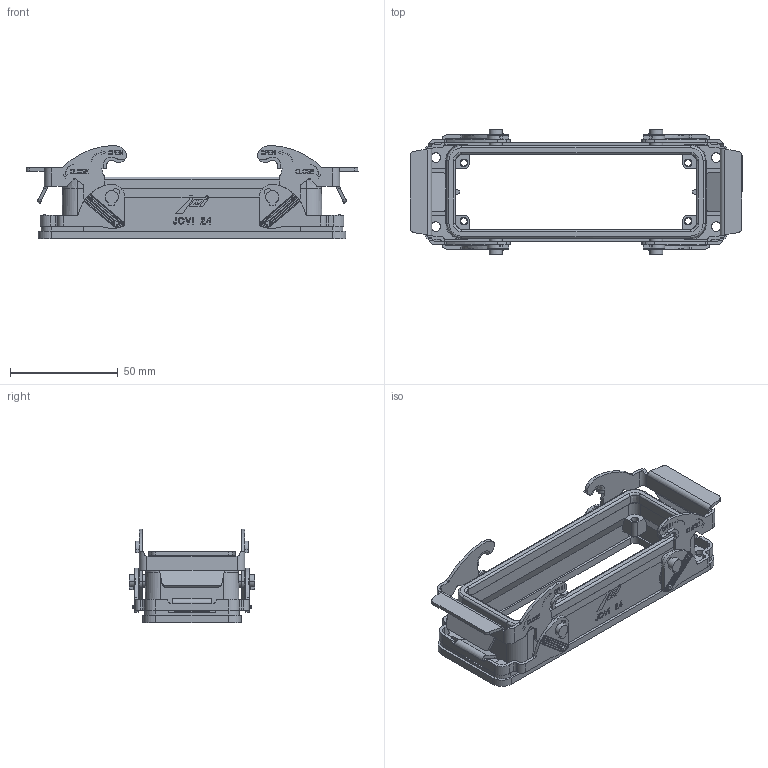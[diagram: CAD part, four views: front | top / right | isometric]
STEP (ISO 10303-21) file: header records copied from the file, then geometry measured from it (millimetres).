
FILE_DESCRIPTION(('Creo Elements/Direct Modeling STEP Export'),'2;1');
FILE_NAME('0ln7uvk5cnkrm6s5212','2021-09-15T 9:46:49',(''),(''),'Creo Elements/Direct Modeling STEP processor for AP214 (Solid Model)','Creo Elements/Direct Modeling 20.1B 02-Apr-2019 (C) Parametric Technology GmbH','');
FILE_SCHEMA(('AUTOMOTIVE_DESIGN { 1 0 10303 214 1 1 1 1 }'));
Length unit declared in the file: millimetre
Products named in the file (2): JCVI_24
Assembly tree (1 placements, depth 2):
  JCVI_24
    JCVI_24
Bounding box: 153.9 x 58 x 43.27 mm (x, y, z)
Volume: 48102.9 mm3; surface area: 39467.6 mm2
Topology: 1 solids, 1 shells, 787 faces, 3309 edges, 2595 vertices
Faces by surface type: plane 485, cylinder 282, bspline 8, extrusion 8, torus 4
Entity records: 42597 total; most frequent: CARTESIAN_POINT 8807, ORIENTED_EDGE 6618, DIRECTION 4922, EDGE_CURVE 3309, VERTEX_POINT 2595, VECTOR 2418, LINE 2410, AXIS2_PLACEMENT_3D 1252
